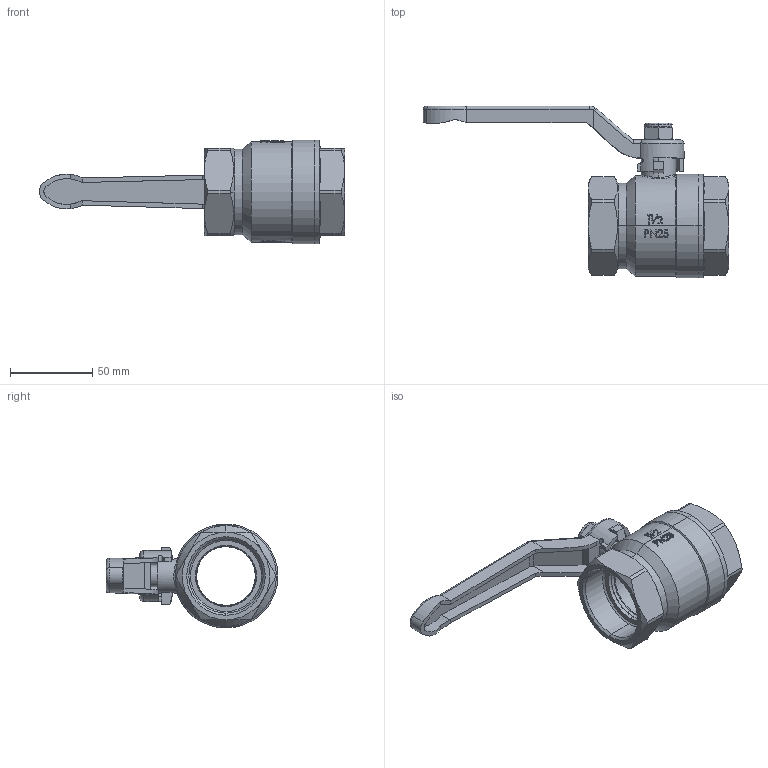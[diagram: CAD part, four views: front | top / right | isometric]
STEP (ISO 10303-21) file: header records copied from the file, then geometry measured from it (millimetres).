
FILE_DESCRIPTION(/* description */ ('VariCAD 2016-1.06 AP-214'),/* implementation_level */ '2;1');
FILE_NAME(/* name */ 'kh_112_b_e.stp',/* time_stamp */ '2016-06-16T12:26:09+02:00',/* author */ (''),/* organization */ (''),/* preprocessor_version */ 'ST-DEVELOPER v14',/* originating_system */ 'VariCAD 2016-1.06; kernel version (20130303)',/* authorisation */ '');
FILE_SCHEMA (('AUTOMOTIVE_DESIGN'));
Products named in the file (12): kh_112_b_e; kh_112_b_e<11>; kh_112_b_e<10>; kh_112_b_e<9>; kh_112_b_e<8>; kh_112_b_e<7>; kh_112_b_e<6>; kh_112_b_e<5>; kh_112_b_e<4>; kh_112_b_e<3>; kh_112_b_e<2>; kh_112_b_e<1>
Assembly tree (11 placements, depth 2):
  kh_112_b_e
    kh_112_b_e<11>
    kh_112_b_e<10>
    kh_112_b_e<9>
    kh_112_b_e<8>
    kh_112_b_e<7>
    kh_112_b_e<6>
    kh_112_b_e<5>
    kh_112_b_e<4>
    kh_112_b_e<3>
    kh_112_b_e<2>
    kh_112_b_e<1>
Bounding box: 185 x 104.2 x 63 mm (x, y, z)
Volume: 113522.2 mm3; surface area: 84283.2 mm2
Topology: 11 solids, 11 shells, 481 faces, 1238 edges, 803 vertices
Faces by surface type: plane 156, cylinder 124, bspline 100, cone 60, torus 36, sphere 5
Entity records: 37708 total; most frequent: CARTESIAN_POINT 26527, ORIENTED_EDGE 2452, DIRECTION 1934, EDGE_CURVE 1226, VERTEX_POINT 803, AXIS2_PLACEMENT_3D 770, EDGE_LOOP 541, FACE_OUTER_BOUND 481
